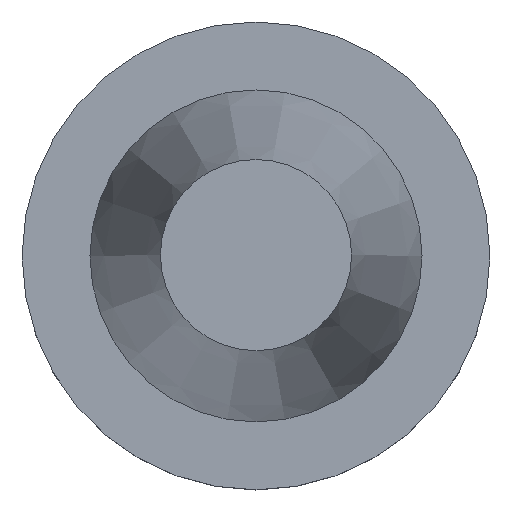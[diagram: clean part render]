
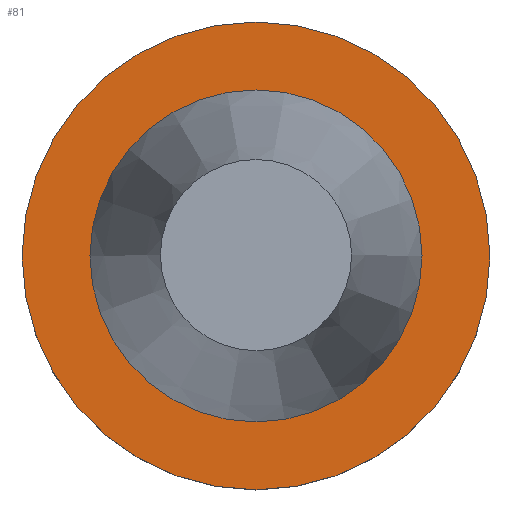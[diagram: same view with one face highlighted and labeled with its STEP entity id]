
A CAD part, top view. The second image highlights one B-rep face of the part: STEP entity #81.
In plain terms, the highlighted planar face has unit normal (0, 0, 1).
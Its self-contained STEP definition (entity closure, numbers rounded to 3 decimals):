
#6 = AXIS2_PLACEMENT_3D ( 'NONE', #90, #182, #334 ) ;
#14 = VERTEX_POINT ( 'NONE', #19 ) ;
#19 = CARTESIAN_POINT ( 'NONE',  ( 49.215, 0., -1.5 ) ) ;
#26 = CARTESIAN_POINT ( 'NONE',  ( 0., 49.215, -1.5 ) ) ;
#28 = DIRECTION ( 'NONE',  ( -1., 0., 0. ) ) ;
#47 = CIRCLE ( 'NONE', #116, 34.925 ) ;
#50 = CIRCLE ( 'NONE', #6, 49.215 ) ;
#63 = ORIENTED_EDGE ( 'NONE', *, *, #277, .T. ) ;
#69 = ORIENTED_EDGE ( 'NONE', *, *, #365, .F. ) ;
#81 = ADVANCED_FACE ( 'NONE', ( #350, #112 ), #266, .F. ) ;
#90 = CARTESIAN_POINT ( 'NONE',  ( 0., 0., -1.5 ) ) ;
#112 = FACE_OUTER_BOUND ( 'NONE', #280, .T. ) ;
#116 = AXIS2_PLACEMENT_3D ( 'NONE', #214, #188, #332 ) ;
#137 = CARTESIAN_POINT ( 'NONE',  ( 34.925, 0., -1.5 ) ) ;
#180 = AXIS2_PLACEMENT_3D ( 'NONE', #26, #353, #28 ) ;
#182 = DIRECTION ( 'NONE',  ( 0., 0., 1. ) ) ;
#188 = DIRECTION ( 'NONE',  ( 0., 0., 1. ) ) ;
#214 = CARTESIAN_POINT ( 'NONE',  ( 0., 0., -1.5 ) ) ;
#249 = EDGE_LOOP ( 'NONE', ( #69 ) ) ;
#254 = VERTEX_POINT ( 'NONE', #137 ) ;
#266 = PLANE ( 'NONE',  #180 ) ;
#277 = EDGE_CURVE ( 'NONE', #14, #14, #50, .T. ) ;
#280 = EDGE_LOOP ( 'NONE', ( #63 ) ) ;
#332 = DIRECTION ( 'NONE',  ( 1., 0., 0. ) ) ;
#334 = DIRECTION ( 'NONE',  ( 1., 0., 0. ) ) ;
#350 = FACE_BOUND ( 'NONE', #249, .T. ) ;
#353 = DIRECTION ( 'NONE',  ( 0., 0., -1. ) ) ;
#365 = EDGE_CURVE ( 'NONE', #254, #254, #47, .T. ) ;
